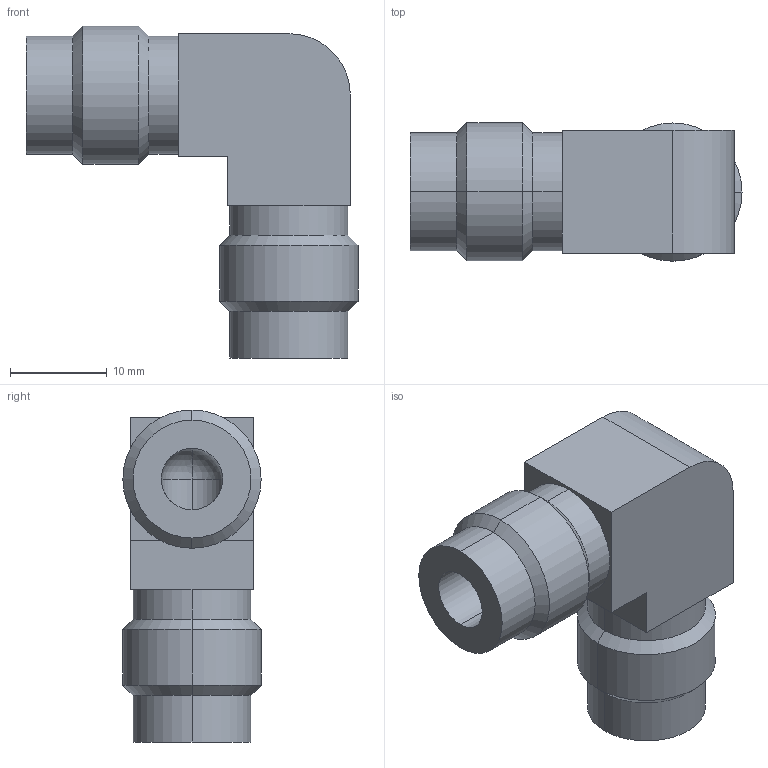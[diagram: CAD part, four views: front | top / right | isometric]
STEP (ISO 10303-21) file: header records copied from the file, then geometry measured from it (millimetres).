
FILE_DESCRIPTION(('starvars output'),'2;1');
FILE_NAME('cv20190731183829000063360.stp','18:38:29 2019/07/31',( 'Thomas Industrial Network Germany GmbH'),( 'Thomas Industrial Network Germany GmbH'),'unknown preprocess','ACIS' ,'unknown authorization');
FILE_SCHEMA(('CONFIG_CONTROL_DESIGN {UNKNOWN IMPLEMENTATION LEVEL}'));
Length unit declared in the file: millimetre
Products named in the file (1): PRODUCT_ID_1
Bounding box: 34.32 x 14.29 x 34.32 mm (x, y, z)
Volume: 6134.5 mm3; surface area: 3812.8 mm2
Topology: 1 solids, 1 shells, 37 faces, 82 edges, 47 vertices
Faces by surface type: cylinder 17, plane 10, cone 8, sphere 2
Entity records: 938 total; most frequent: ORIENTED_EDGE 160, CARTESIAN_POINT 134, DIRECTION 131, EDGE_CURVE 80, VERTEX_POINT 47, AXIS2_PLACEMENT_3D 44, VECTOR 43, LINE 43
